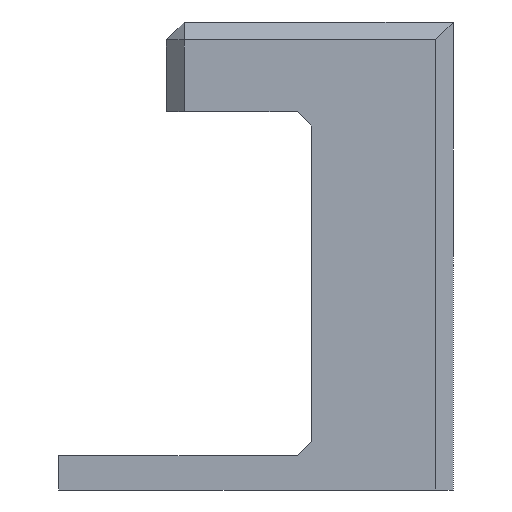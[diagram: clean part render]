
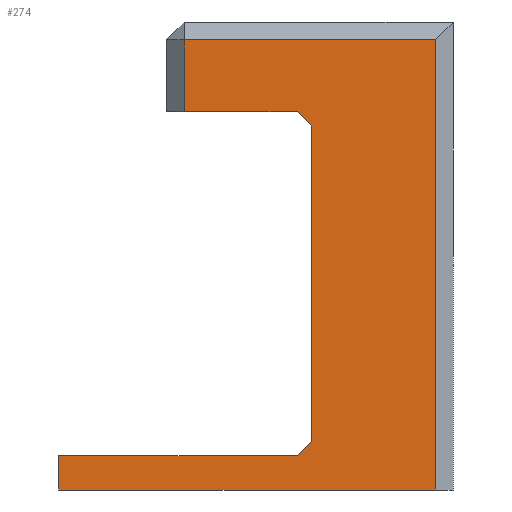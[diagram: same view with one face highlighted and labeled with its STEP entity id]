
A CAD part, left-side view. The second image highlights one B-rep face of the part: STEP entity #274.
In plain terms, the highlighted planar face has unit normal (-1, 0, 0).
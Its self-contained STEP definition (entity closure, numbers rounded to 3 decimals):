
#32 = VERTEX_POINT('',#33);
#33 = CARTESIAN_POINT('',(-35.4,-56.3,1.1));
#39 = EDGE_CURVE('',#32,#40,#42,.T.);
#40 = VERTEX_POINT('',#41);
#41 = CARTESIAN_POINT('',(-35.4,-50.,1.1));
#42 = LINE('',#43,#44);
#43 = CARTESIAN_POINT('',(-35.4,-56.3,1.1));
#44 = VECTOR('',#45,1.);
#45 = DIRECTION('',(0.,1.,0.));
#231 = EDGE_CURVE('',#32,#232,#234,.T.);
#232 = VERTEX_POINT('',#233);
#233 = CARTESIAN_POINT('',(-35.4,-57.1,0.3));
#234 = LINE('',#235,#236);
#235 = CARTESIAN_POINT('',(-35.4,-56.3,1.1));
#236 = VECTOR('',#237,1.);
#237 = DIRECTION('',(0.,-0.707,-0.707));
#274 = ADVANCED_FACE('',(#275),#341,.F.);
#275 = FACE_BOUND('',#276,.F.);
#276 = EDGE_LOOP('',(#277,#278,#286,#294,#302,#310,#318,#326,#334,#340)
  );
#277 = ORIENTED_EDGE('',*,*,#39,.T.);
#278 = ORIENTED_EDGE('',*,*,#279,.T.);
#279 = EDGE_CURVE('',#40,#280,#282,.T.);
#280 = VERTEX_POINT('',#281);
#281 = CARTESIAN_POINT('',(-35.4,-50.,5.1));
#282 = LINE('',#283,#284);
#283 = CARTESIAN_POINT('',(-35.4,-50.,1.1));
#284 = VECTOR('',#285,1.);
#285 = DIRECTION('',(0.,0.,1.));
#286 = ORIENTED_EDGE('',*,*,#287,.T.);
#287 = EDGE_CURVE('',#280,#288,#290,.T.);
#288 = VERTEX_POINT('',#289);
#289 = CARTESIAN_POINT('',(-35.4,-64.,5.1));
#290 = LINE('',#291,#292);
#291 = CARTESIAN_POINT('',(-35.4,-49.,5.1));
#292 = VECTOR('',#293,1.);
#293 = DIRECTION('',(0.,-1.,0.));
#294 = ORIENTED_EDGE('',*,*,#295,.T.);
#295 = EDGE_CURVE('',#288,#296,#298,.T.);
#296 = VERTEX_POINT('',#297);
#297 = CARTESIAN_POINT('',(-35.4,-64.,-20.));
#298 = LINE('',#299,#300);
#299 = CARTESIAN_POINT('',(-35.4,-64.,6.1));
#300 = VECTOR('',#301,1.);
#301 = DIRECTION('',(0.,0.,-1.));
#302 = ORIENTED_EDGE('',*,*,#303,.T.);
#303 = EDGE_CURVE('',#296,#304,#306,.T.);
#304 = VERTEX_POINT('',#305);
#305 = CARTESIAN_POINT('',(-35.4,-43.,-20.));
#306 = LINE('',#307,#308);
#307 = CARTESIAN_POINT('',(-35.4,-65.,-20.));
#308 = VECTOR('',#309,1.);
#309 = DIRECTION('',(0.,1.,0.));
#310 = ORIENTED_EDGE('',*,*,#311,.T.);
#311 = EDGE_CURVE('',#304,#312,#314,.T.);
#312 = VERTEX_POINT('',#313);
#313 = CARTESIAN_POINT('',(-35.4,-43.,-18.1));
#314 = LINE('',#315,#316);
#315 = CARTESIAN_POINT('',(-35.4,-43.,-20.));
#316 = VECTOR('',#317,1.);
#317 = DIRECTION('',(0.,0.,1.));
#318 = ORIENTED_EDGE('',*,*,#319,.T.);
#319 = EDGE_CURVE('',#312,#320,#322,.T.);
#320 = VERTEX_POINT('',#321);
#321 = CARTESIAN_POINT('',(-35.4,-56.3,-18.1));
#322 = LINE('',#323,#324);
#323 = CARTESIAN_POINT('',(-35.4,-43.,-18.1));
#324 = VECTOR('',#325,1.);
#325 = DIRECTION('',(0.,-1.,0.));
#326 = ORIENTED_EDGE('',*,*,#327,.F.);
#327 = EDGE_CURVE('',#328,#320,#330,.T.);
#328 = VERTEX_POINT('',#329);
#329 = CARTESIAN_POINT('',(-35.4,-57.1,-17.3));
#330 = LINE('',#331,#332);
#331 = CARTESIAN_POINT('',(-35.4,-57.1,-17.3));
#332 = VECTOR('',#333,1.);
#333 = DIRECTION('',(0.,0.707,-0.707));
#334 = ORIENTED_EDGE('',*,*,#335,.T.);
#335 = EDGE_CURVE('',#328,#232,#336,.T.);
#336 = LINE('',#337,#338);
#337 = CARTESIAN_POINT('',(-35.4,-57.1,-17.3));
#338 = VECTOR('',#339,1.);
#339 = DIRECTION('',(0.,0.,1.));
#340 = ORIENTED_EDGE('',*,*,#231,.F.);
#341 = PLANE('',#342);
#342 = AXIS2_PLACEMENT_3D('',#343,#344,#345);
#343 = CARTESIAN_POINT('',(-35.4,-56.531,-8.465));
#344 = DIRECTION('',(1.,0.,0.));
#345 = DIRECTION('',(0.,0.,-1.));
